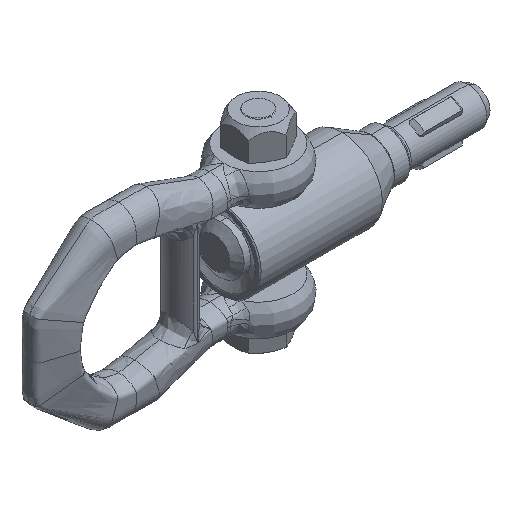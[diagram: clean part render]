
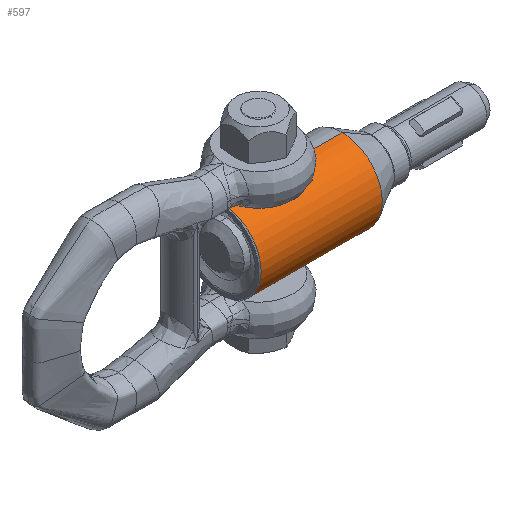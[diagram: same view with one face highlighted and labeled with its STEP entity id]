
A CAD part, isometric view. The second image highlights one B-rep face of the part: STEP entity #597.
In plain terms, the highlighted cylindrical face has radius 10.75 mm (diameter 21.5 mm), a partial arc.
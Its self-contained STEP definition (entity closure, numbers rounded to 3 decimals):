
#597=ADVANCED_FACE('',(#1230),#1231,.T.);
#1230=FACE_OUTER_BOUND('',#8846,.T.);
#1231=CYLINDRICAL_SURFACE('',#8847,10.75);
#8846=EDGE_LOOP('',(#10408,#10409,#10410,#10411));
#8847=AXIS2_PLACEMENT_3D('',#10412,#10413,#10414);
#10408=ORIENTED_EDGE('',*,*,#11311,.T.);
#10409=ORIENTED_EDGE('',*,*,#11408,.F.);
#10410=ORIENTED_EDGE('',*,*,#11313,.T.);
#10411=ORIENTED_EDGE('',*,*,#11406,.T.);
#10412=CARTESIAN_POINT('',(0.0,0.0,0.0));
#10413=DIRECTION('',(1.0,-0.0,0.0));
#10414=DIRECTION('',(0.0,0.0,1.0));
#11311=EDGE_CURVE('',#12367,#12363,#12368,.T.);
#11313=EDGE_CURVE('',#12359,#12369,#12371,.T.);
#11406=EDGE_CURVE('',#12369,#12367,#12515,.T.);
#11408=EDGE_CURVE('',#12359,#12363,#12517,.T.);
#12359=VERTEX_POINT('',#17337);
#12363=VERTEX_POINT('',#17342);
#12367=VERTEX_POINT('',#17347);
#12368=LINE('',#17348,#17349);
#12369=VERTEX_POINT('',#17350);
#12371=LINE('',#17352,#17353);
#12515=CIRCLE('',#17625,10.75);
#12517=CIRCLE('',#17627,10.75);
#17337=CARTESIAN_POINT('',(0.3,0.,-10.75));
#17342=CARTESIAN_POINT('',(0.3,0.,10.75));
#17347=CARTESIAN_POINT('',(32.779,0.0,10.75));
#17348=CARTESIAN_POINT('',(16.539,0.,10.75));
#17349=VECTOR('',#18609,1.0);
#17350=CARTESIAN_POINT('',(32.779,0.,-10.75));
#17352=CARTESIAN_POINT('',(0.0,0.,-10.75));
#17353=VECTOR('',#18613,10.75);
#17625=AXIS2_PLACEMENT_3D('',#18751,#18752,#18753);
#17627=AXIS2_PLACEMENT_3D('',#18754,#18755,#18756);
#18609=DIRECTION('',(-1.0,0.0,-0.0));
#18613=DIRECTION('',(1.0,0.0,0.0));
#18751=CARTESIAN_POINT('',(32.779,0.0,0.0));
#18752=DIRECTION('',(-1.0,0.0,0.0));
#18753=DIRECTION('',(0.0,0.0,1.0));
#18754=CARTESIAN_POINT('',(0.3,0.0,0.0));
#18755=DIRECTION('',(-1.0,0.0,0.0));
#18756=DIRECTION('',(0.0,0.0,1.0));
